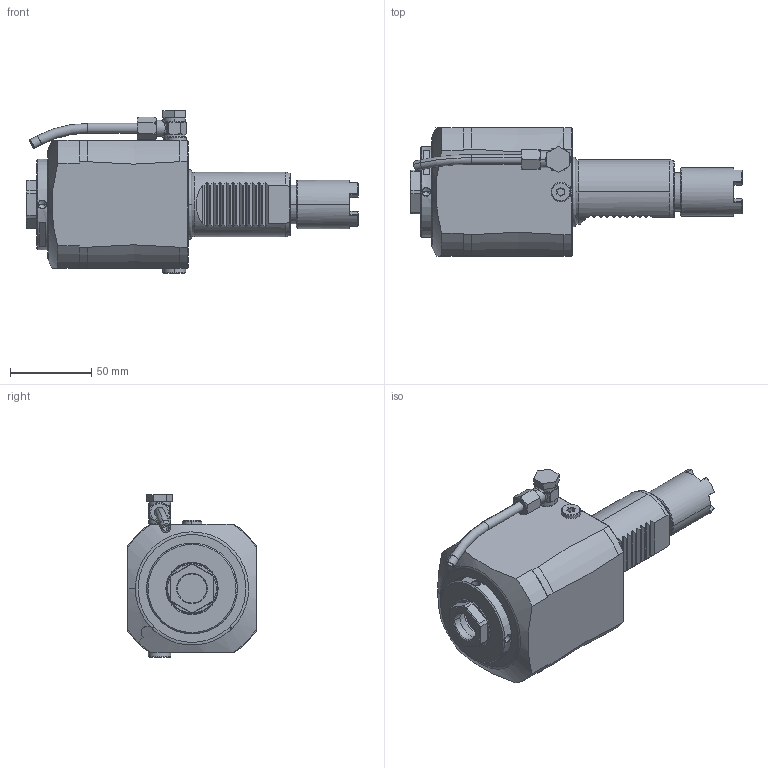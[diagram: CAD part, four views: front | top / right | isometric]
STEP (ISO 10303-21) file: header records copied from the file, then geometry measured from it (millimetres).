
FILE_DESCRIPTION((''),'2;1');
FILE_NAME('NGT1_40_155_25_3HDA','2022-05-25T',('vali'),('NOVA GRUP'),'PRO/ENGINEER BY PARAMETRIC TECHNOLOGY CORPORATION, 2010280','PRO/ENGINEER BY PARAMETRIC TECHNOLOGY CORPORATION, 2010280','');
FILE_SCHEMA(('CONFIG_CONTROL_DESIGN'));
Length unit declared in the file: millimetre
Products named in the file (1): NGT1_40_155_25_3HDA
Bounding box: 204.85 x 79 x 100.4 mm (x, y, z)
Volume: 627153.4 mm3; surface area: 57302.8 mm2
Topology: 2 solids, 3 shells, 420 faces, 1052 edges, 652 vertices
Faces by surface type: plane 180, cylinder 111, cone 62, torus 37, bspline 30
Entity records: 17295 total; most frequent: CARTESIAN_POINT 7690, ORIENTED_EDGE 2088, DIRECTION 1860, EDGE_CURVE 1044, AXIS2_PLACEMENT_3D 711, VERTEX_POINT 652, EDGE_LOOP 450, VECTOR 438
